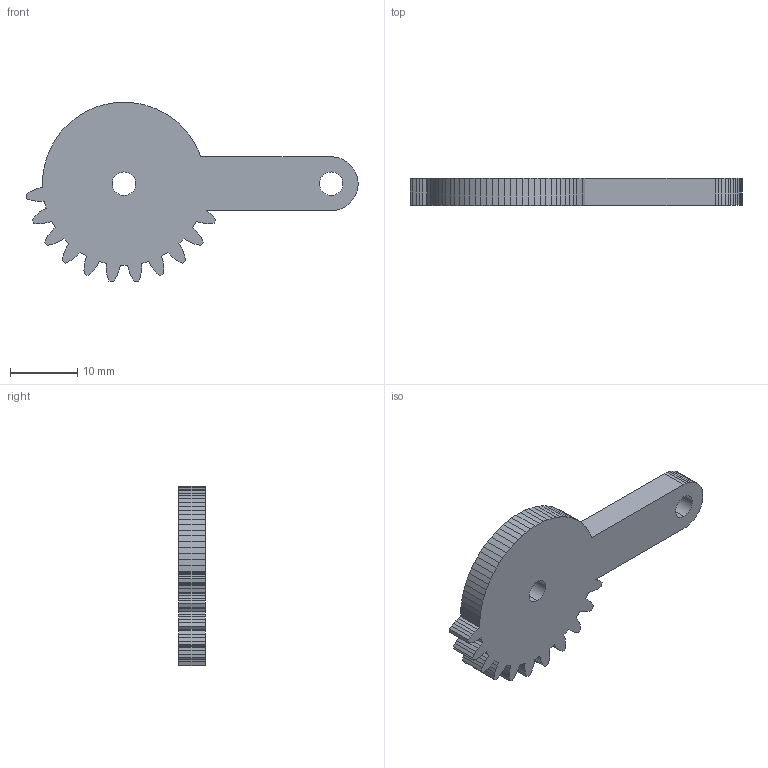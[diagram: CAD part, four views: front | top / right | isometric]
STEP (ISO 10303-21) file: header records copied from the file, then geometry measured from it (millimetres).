
FILE_DESCRIPTION (( 'STEP AP203' ), '1' );
FILE_NAME ('Gear1_Default_sldprt.STEP', '2023-04-20T04:31:03', ( '' ), ( '' ), 'SwSTEP 2.0', 'SolidWorks 2019', '' );
FILE_SCHEMA (( 'CONFIG_CONTROL_DESIGN' ));
Length unit declared in the file: millimetre
Products named in the file (1): Gear1_Default_sldprt
Bounding box: 49.28 x 4 x 26.62 mm (x, y, z)
Volume: 2639.4 mm3; surface area: 2052.9 mm2
Topology: 1 solids, 1 shells, 211 faces, 627 edges, 418 vertices
Faces by surface type: plane 207, cylinder 4
Entity records: 7014 total; most frequent: CARTESIAN_POINT 1257, ORIENTED_EDGE 1254, DIRECTION 1059, EDGE_CURVE 627, LINE 619, VECTOR 619, VERTEX_POINT 418, AXIS2_PLACEMENT_3D 220
